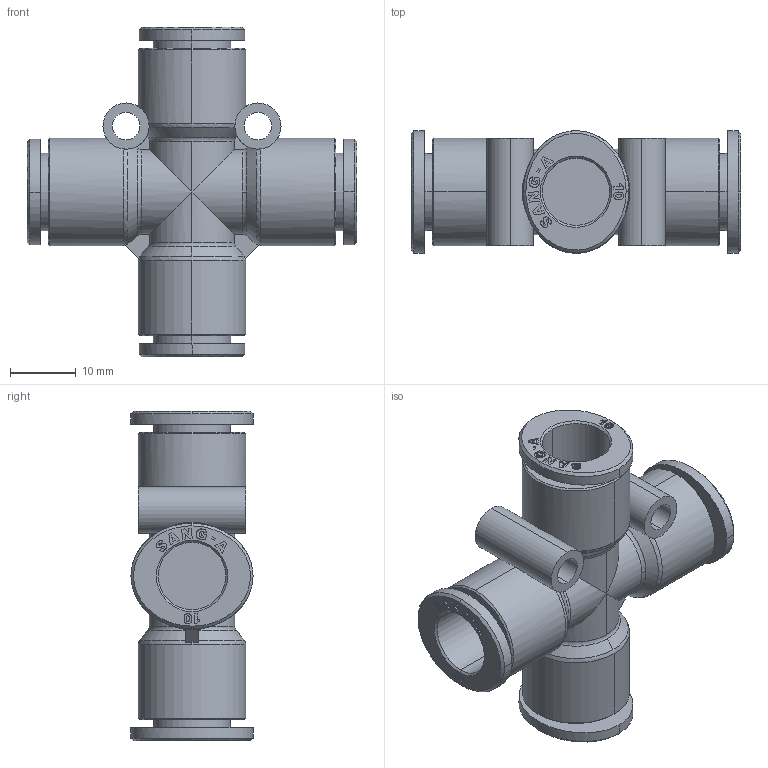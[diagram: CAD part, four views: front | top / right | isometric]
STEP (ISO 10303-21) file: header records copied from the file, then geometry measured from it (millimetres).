
FILE_DESCRIPTION (( 'STEP AP214' ), '1' );
FILE_NAME ('PZA10.stp', '2015-09-03T09:24:24', ( '' ), ( '' ), 'SwSTEP 2.0', 'SolidWorks 2015', '' );
FILE_SCHEMA (( 'AUTOMOTIVE_DESIGN' ));
Length unit declared in the file: millimetre
Products named in the file (2): PZA10; ｦ+ﾃｦ1
Assembly tree (1 placements, depth 2):
  PZA10
    ｦ+ﾃｦ1
Bounding box: 50 x 18.5 x 50 mm (x, y, z)
Volume: 10691.3 mm3; surface area: 9306.4 mm2
Topology: 1 solids, 1 shells, 1669 faces, 4808 edges, 3197 vertices
Faces by surface type: plane 1534, cylinder 47, bspline 43, cone 34, torus 11
Entity records: 57597 total; most frequent: CARTESIAN_POINT 13118, ORIENTED_EDGE 9616, DIRECTION 8059, EDGE_CURVE 4808, LINE 4495, VECTOR 4495, VERTEX_POINT 3197, AXIS2_PLACEMENT_3D 1782
